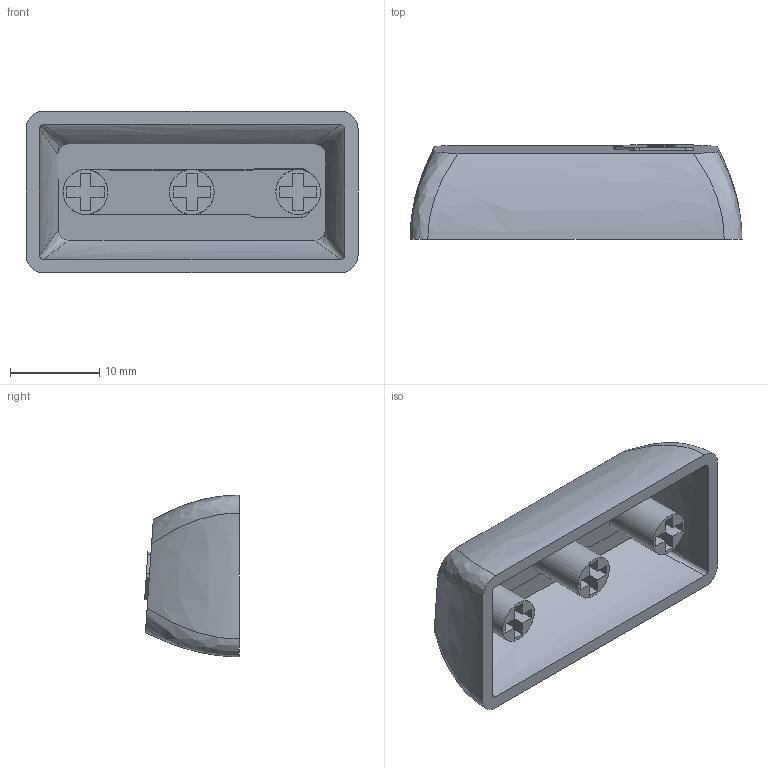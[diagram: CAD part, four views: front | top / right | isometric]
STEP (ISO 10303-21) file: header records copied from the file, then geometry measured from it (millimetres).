
FILE_DESCRIPTION(/* description */ (''),/* implementation_level */ '2;1');
FILE_NAME(/* name */ 'backspace_art.step',/* time_stamp */ '2022-04-14T16:48:04-03:00',/* author */ (''),/* organization */ (''),/* preprocessor_version */ 'ST-DEVELOPER v18.1',/* originating_system */ 'Autodesk Translation Framework v10.14.0.1471',/* authorisation */ '');
FILE_SCHEMA (('AUTOMOTIVE_DESIGN { 1 0 10303 214 3 1 1 }'));
Length unit declared in the file: millimetre
Products named in the file (1): backspace_art
Bounding box: 37.15 x 10.6 x 18.1 mm (x, y, z)
Volume: 2303.2 mm3; surface area: 3772 mm2
Topology: 3 solids, 4 shells, 174 faces, 462 edges, 305 vertices
Faces by surface type: plane 122, bspline 47, cylinder 5
Full cylindrical faces by diameter (mm): 5 x3
Entity records: 6053 total; most frequent: CARTESIAN_POINT 1997, ORIENTED_EDGE 930, DIRECTION 672, EDGE_CURVE 465, LINE 336, VECTOR 336, VERTEX_POINT 305, EDGE_LOOP 186
